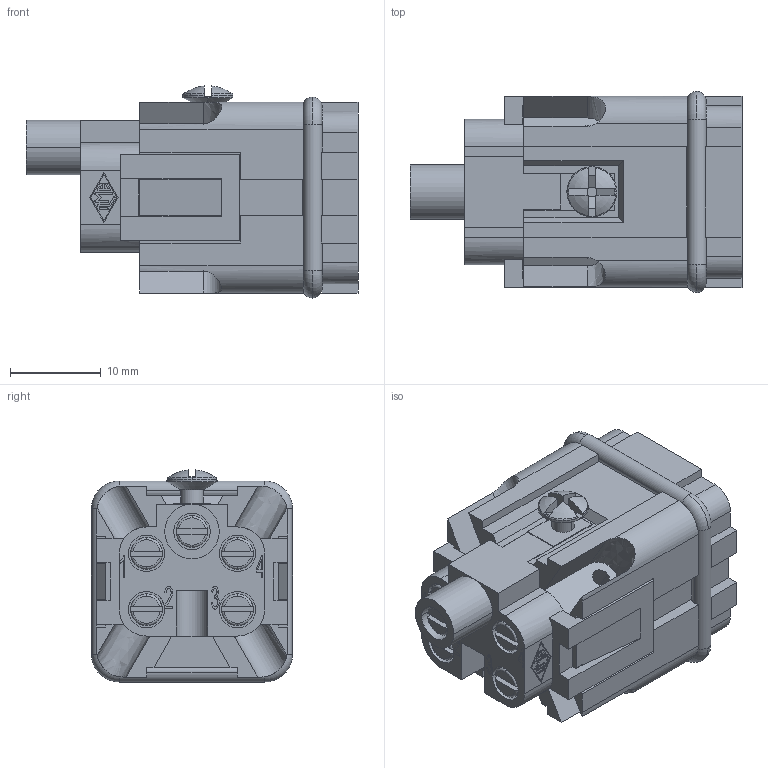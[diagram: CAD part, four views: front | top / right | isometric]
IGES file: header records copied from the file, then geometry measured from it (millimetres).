
Global section: file name: No Iges File Name specified; native system: AutoDesk Inventor R6.1; preprocessor: AutoDesk Inventor Iges Exporter R6.1; author: No Author specified; organization: No Organization specified; date: 20061207.161013; units: millimetre
Bounding box: 36.5 x 22.1 x 23.31 mm (x, y, z)
Volume: 6691.6 mm3; surface area: 6068.3 mm2
Topology: 1 solids, 1 shells, 559 faces, 1625 edges, 1070 vertices
Faces by surface type: plane 320, bspline 104, cylinder 54, revolution 39, torus 36, sphere 4, cone 2
